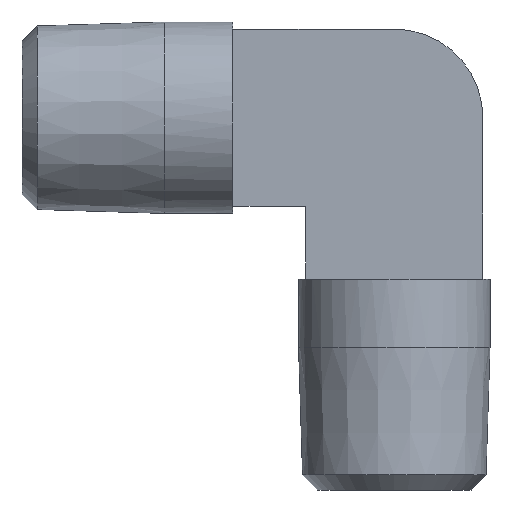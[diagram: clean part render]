
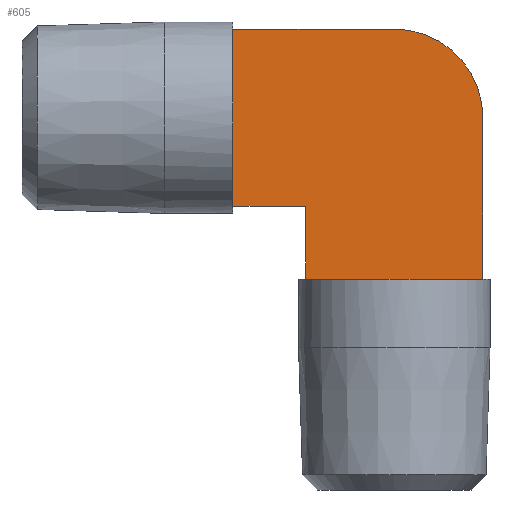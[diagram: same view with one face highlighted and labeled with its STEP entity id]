
A CAD part, front view. The second image highlights one B-rep face of the part: STEP entity #605.
In plain terms, the highlighted planar face has unit normal (0, -1, 0).
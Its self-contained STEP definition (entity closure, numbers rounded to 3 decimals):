
#163=CARTESIAN_POINT('POINT14',(15.103,-6.35,
   -2.59));
#164=VERTEX_POINT('VERTEX14',#163);
#167=CARTESIAN_POINT('POINT15',(15.103,-6.35,
   2.59));
#168=VERTEX_POINT('VERTEX15',#167);
#265=CARTESIAN_POINT('POINT22',(20.32,-6.35,-6.35));
#266=VERTEX_POINT('VERTEX22',#265);
#273=CARTESIAN_POINT('POINT23',(15.103,-6.35,-6.35));
#274=VERTEX_POINT('VERTEX23',#273);
#275=CARTESIAN_POINT('POS25',(15.103,-6.35,-6.35));
#276=DIRECTION('DIR36',(1.,0.,
   0.));
#277=VECTOR('VEC14',#276,25.4);
#278=LINE('STRAIGHT14',#275,#277);
#279=EDGE_CURVE('EDGE33',#274,#266,#278,.T.);
#301=CARTESIAN_POINT('POS28',(15.103,-6.35,6.35));
#302=DIRECTION('DIR40',(0.,0.,
   -1.));
#303=VECTOR('VEC16',#302,25.4);
#304=LINE('STRAIGHT16',#301,#303);
#305=EDGE_CURVE('EDGE36',#164,#274,#304,.T.);
#310=CARTESIAN_POINT('POS29',(15.103,-6.35,-1.461));
#311=DIRECTION('DIR41',(0.,0.,
   1.));
#312=VECTOR('VEC17',#311,25.4);
#313=LINE('STRAIGHT17',#310,#312);
#314=EDGE_CURVE('EDGE37',#164,#168,#313,.T.);
#321=CARTESIAN_POINT('POINT24',(15.103,-6.35,6.35));
#322=VERTEX_POINT('VERTEX24',#321);
#323=EDGE_CURVE('EDGE38',#322,#168,#304,.T.);
#333=CARTESIAN_POINT('POINT25',(26.67,-6.35,6.35));
#334=VERTEX_POINT('VERTEX25',#333);
#335=CARTESIAN_POINT('POS30',(15.103,-6.35,6.35));
#336=DIRECTION('DIR42',(1.,0.,
   0.));
#337=VECTOR('VEC18',#336,25.4);
#338=LINE('STRAIGHT18',#335,#337);
#339=EDGE_CURVE('EDGE40',#322,#334,#338,.T.);
#364=CARTESIAN_POINT('POINT27',(33.02,-6.35,0.));
#365=VERTEX_POINT('VERTEX27',#364);
#366=CARTESIAN_POINT('POS34',(26.67,-6.35,
   0.));
#367=DIRECTION('DIR47',(0.,-1.,
   0.));
#368=DIRECTION('DIR48',(1.,0.,
   0.));
#369=AXIS2_PLACEMENT_3D('AXIS14',#366,#367,#368);
#370=CIRCLE('ELLIPSE6',#369,6.35);
#371=EDGE_CURVE('EDGE43',#365,#334,#370,.T.);
#547=CARTESIAN_POINT('POINT40',(20.32,-6.35,-11.567));
#548=VERTEX_POINT('VERTEX40',#547);
#551=CARTESIAN_POINT('POS53',(20.32,-6.35,0.));
#552=DIRECTION('DIR76',(0.,0.,-1.));
#553=VECTOR('VEC30',#552,25.4);
#554=LINE('STRAIGHT30',#551,#553);
#555=EDGE_CURVE('EDGE63',#266,#548,#554,.T.);
#565=ORIENTED_EDGE('COEDGE108',*,*,#339,.F.);
#566=ORIENTED_EDGE('COEDGE109',*,*,#323,.T.);
#567=ORIENTED_EDGE('COEDGE110',*,*,#314,.F.);
#568=ORIENTED_EDGE('COEDGE111',*,*,#305,.T.);
#569=ORIENTED_EDGE('COEDGE112',*,*,#279,.T.);
#570=ORIENTED_EDGE('COEDGE113',*,*,#555,.T.);
#571=CARTESIAN_POINT('POINT41',(24.08,-6.35,
   -11.567));
#572=VERTEX_POINT('VERTEX41',#571);
#573=CARTESIAN_POINT('POS55',(20.32,-6.35,-11.567));
#574=DIRECTION('DIR79',(1.,0.,0.));
#575=VECTOR('VEC31',#574,25.4);
#576=LINE('STRAIGHT31',#573,#575);
#577=EDGE_CURVE('EDGE64',#548,#572,#576,.T.);
#578=ORIENTED_EDGE('COEDGE114',*,*,#577,.T.);
#579=CARTESIAN_POINT('POINT42',(29.26,-6.35,
   -11.567));
#580=VERTEX_POINT('VERTEX42',#579);
#581=CARTESIAN_POINT('POS56',(19.172,-6.35,-11.567));
#582=DIRECTION('DIR80',(-1.,0.,
   0.));
#583=VECTOR('VEC32',#582,25.4);
#584=LINE('STRAIGHT32',#581,#583);
#585=EDGE_CURVE('EDGE65',#580,#572,#584,.T.);
#586=ORIENTED_EDGE('COEDGE115',*,*,#585,.F.);
#587=CARTESIAN_POINT('POINT43',(33.02,-6.35,-11.567));
#588=VERTEX_POINT('VERTEX43',#587);
#589=EDGE_CURVE('EDGE66',#580,#588,#576,.T.);
#590=ORIENTED_EDGE('COEDGE116',*,*,#589,.T.);
#591=CARTESIAN_POINT('POS57',(33.02,-6.35,0.));
#592=DIRECTION('DIR81',(0.,0.,-1.));
#593=VECTOR('VEC33',#592,25.4);
#594=LINE('STRAIGHT33',#591,#593);
#595=EDGE_CURVE('EDGE67',#365,#588,#594,.T.);
#596=ORIENTED_EDGE('COEDGE117',*,*,#595,.F.);
#597=ORIENTED_EDGE('COEDGE118',*,*,#371,.T.);
#598=EDGE_LOOP('NONE',(#565,#566,#567,#568,#569,#570,#578,#586,#590,#596
   ,#597));
#599=FACE_BOUND('LOOP1',#598,.T.);
#600=CARTESIAN_POINT('POS58',(15.103,-6.35,-6.35));
#601=DIRECTION('DIR82',(0.,-1.,0.));
#602=DIRECTION('DIR83',(1.,0.,0.));
#603=AXIS2_PLACEMENT_3D('AXIS25',#600,#601,#602);
#604=PLANE('PLANE8',#603);
#605=ADVANCED_FACE('FACE25',(#599),#604,.T.);
